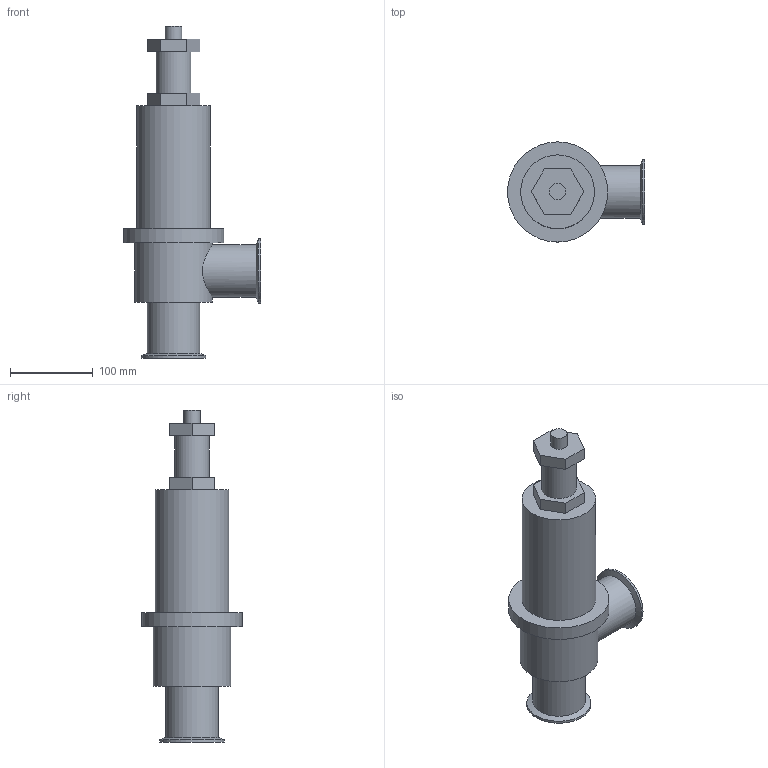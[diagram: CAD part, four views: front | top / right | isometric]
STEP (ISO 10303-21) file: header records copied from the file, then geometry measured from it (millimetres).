
FILE_DESCRIPTION(/* description */ (''),/* implementation_level */ '2;1');
FILE_NAME(/* name */ 'WR_C_25.stp',/* time_stamp */ '2021-08-19T18:11:48+09:00',/* author */ ('m'),/* organization */ (''),/* preprocessor_version */ 'ST-DEVELOPER v18.1',/* originating_system */ 'Autodesk Inventor 2021',/* authorisation */ '');
FILE_SCHEMA (('AUTOMOTIVE_DESIGN { 1 0 10303 214 3 1 1 }','PROCESS_PLANNING_SCHEMA'));
Length unit declared in the file: millimetre
Products named in the file (1): WR_C_25
Bounding box: 165.5 x 121 x 401 mm (x, y, z)
Volume: 1837001.7 mm3; surface area: 164254.5 mm2
Topology: 1 solids, 1 shells, 37 faces, 75 edges, 49 vertices
Faces by surface type: plane 23, cylinder 12, cone 2
Full cylindrical faces by diameter (mm): 20 x1, 42 x1, 59.5 x2, 63.5 x2, 77.5 x2, 89.1 x1, 94 x1, 121 x1
Entity records: 1129 total; most frequent: CARTESIAN_POINT 295, DIRECTION 166, ORIENTED_EDGE 150, EDGE_CURVE 75, AXIS2_PLACEMENT_3D 58, LINE 50, VECTOR 50, VERTEX_POINT 49
